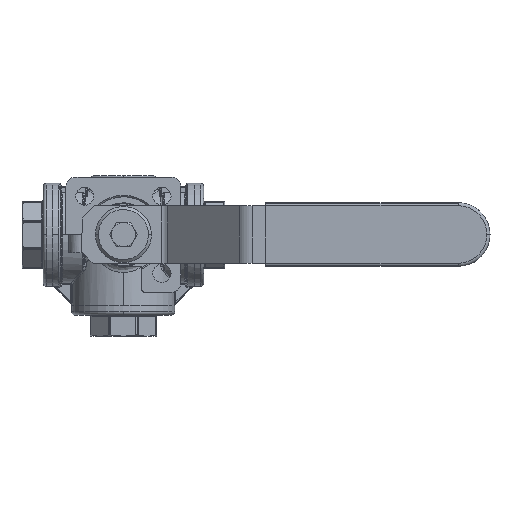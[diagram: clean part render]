
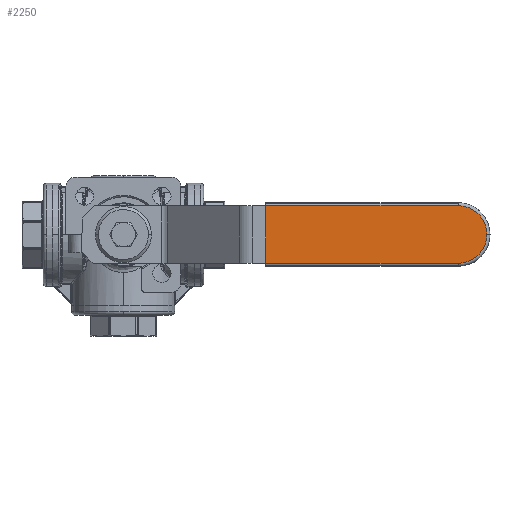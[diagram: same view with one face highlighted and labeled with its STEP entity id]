
A CAD part, top view. The second image highlights one B-rep face of the part: STEP entity #2250.
In plain terms, the highlighted planar face has unit normal (0, 0, 1).
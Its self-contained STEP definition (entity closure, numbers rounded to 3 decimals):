
#2250=ADVANCED_FACE('',(#4662),#4663,.T.);
#4662=FACE_OUTER_BOUND('',#10893,.T.);
#4663=PLANE('',#10894);
#10893=EDGE_LOOP('',(#16983,#16984,#16985,#16986,#16987));
#10894=AXIS2_PLACEMENT_3D('',#16988,#16989,#16990);
#16983=ORIENTED_EDGE('',*,*,#18444,.F.);
#16984=ORIENTED_EDGE('',*,*,#20786,.T.);
#16985=ORIENTED_EDGE('',*,*,#20787,.F.);
#16986=ORIENTED_EDGE('',*,*,#18448,.F.);
#16987=ORIENTED_EDGE('',*,*,#20788,.F.);
#16988=CARTESIAN_POINT('',(40.102,9.5,63.345));
#16989=DIRECTION('',(0.,0.,1.0));
#16990=DIRECTION('',(0.0,-1.0,0.));
#18444=EDGE_CURVE('',#21398,#21400,#21401,.T.);
#18448=EDGE_CURVE('',#21404,#21407,#21408,.T.);
#20786=EDGE_CURVE('',#21398,#24727,#24728,.F.);
#20787=EDGE_CURVE('',#21407,#24727,#24729,.T.);
#20788=EDGE_CURVE('',#21400,#21404,#24730,.T.);
#21398=VERTEX_POINT('',#25577);
#21400=VERTEX_POINT('',#25579);
#21401=LINE('',#25580,#25581);
#21404=VERTEX_POINT('',#25584);
#21407=VERTEX_POINT('',#25587);
#21408=CIRCLE('',#25588,9.5);
#24727=VERTEX_POINT('',#31573);
#24728=LINE('',#31574,#31575);
#24729=LINE('',#31576,#31577);
#24730=CIRCLE('',#31578,9.5);
#25577=CARTESIAN_POINT('',(47.,9.5,63.345));
#25579=CARTESIAN_POINT('',(110.602,9.5,63.345));
#25580=CARTESIAN_POINT('',(60.102,9.5,63.345));
#25581=VECTOR('',#32854,10.0);
#25584=CARTESIAN_POINT('',(120.102,0.,63.345));
#25587=CARTESIAN_POINT('',(110.602,-9.5,63.345));
#25588=AXIS2_PLACEMENT_3D('',#32861,#32862,#32863);
#31573=CARTESIAN_POINT('',(47.,-9.5,63.345));
#31574=CARTESIAN_POINT('',(47.,4.75,63.345));
#31575=VECTOR('',#35633,10.0);
#31576=CARTESIAN_POINT('',(60.102,-9.5,63.345));
#31577=VECTOR('',#35634,10.0);
#31578=AXIS2_PLACEMENT_3D('',#35635,#35636,#35637);
#32854=DIRECTION('',(1.0,0.,0.));
#32861=CARTESIAN_POINT('',(110.602,0.,63.345));
#32862=DIRECTION('',(0.,0.,-1.0));
#32863=DIRECTION('',(1.0,0.,0.));
#35633=DIRECTION('',(0.,1.0,0.));
#35634=DIRECTION('',(-1.0,0.,0.));
#35635=CARTESIAN_POINT('',(110.602,0.,63.345));
#35636=DIRECTION('',(0.,0.,-1.0));
#35637=DIRECTION('',(1.0,0.,0.));
